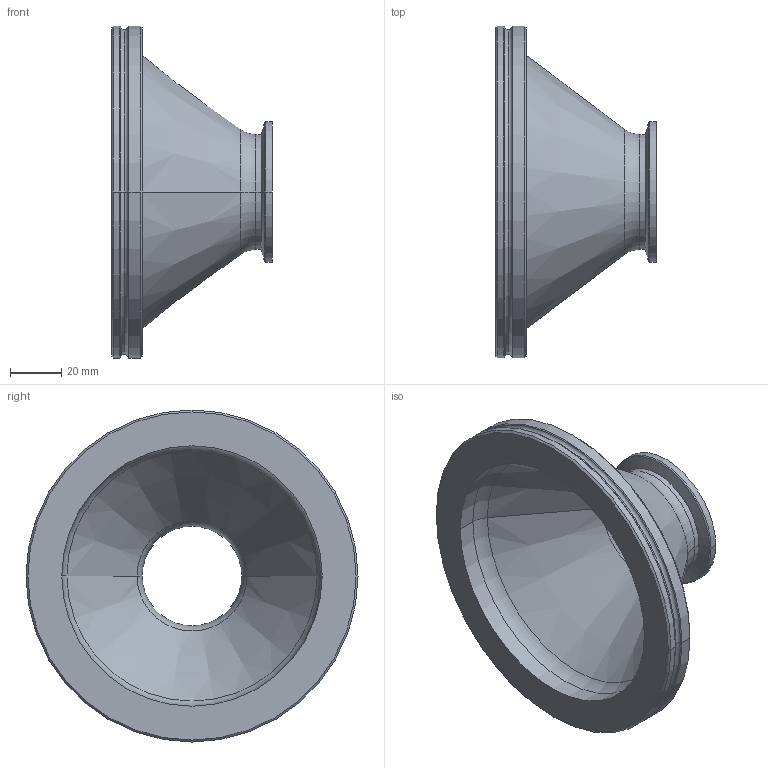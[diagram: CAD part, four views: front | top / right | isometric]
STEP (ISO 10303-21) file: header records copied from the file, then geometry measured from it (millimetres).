
FILE_DESCRIPTION (( 'STEP AP203' ), '1' );
FILE_NAME ('17220901092.STEP', '2018-09-30T05:20:02', ( '' ), ( '' ), 'SwSTEP 2.0', 'SolidWorks 2014', '' );
FILE_SCHEMA (( 'CONFIG_CONTROL_DESIGN' ));
Length unit declared in the file: millimetre
Products named in the file (1): 17220901092
Bounding box: 63 x 130 x 130 mm (x, y, z)
Volume: 95155.8 mm3; surface area: 47613.3 mm2
Topology: 1 solids, 1 shells, 49 faces, 98 edges, 54 vertices
Faces by surface type: cylinder 18, cone 14, torus 12, plane 5
Entity records: 1347 total; most frequent: DIRECTION 264, CARTESIAN_POINT 202, ORIENTED_EDGE 196, AXIS2_PLACEMENT_3D 116, EDGE_CURVE 98, CIRCLE 66, VERTEX_POINT 54, EDGE_LOOP 54
